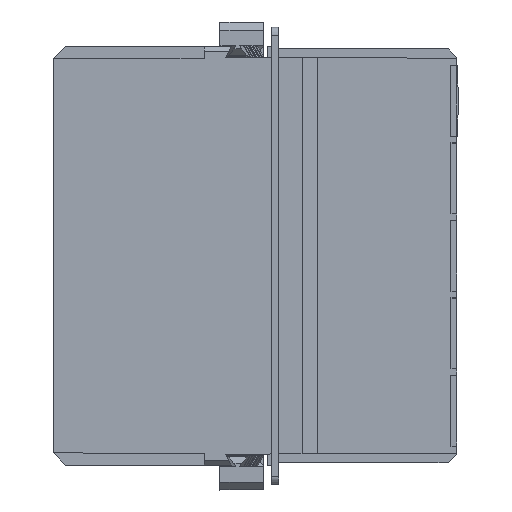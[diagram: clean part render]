
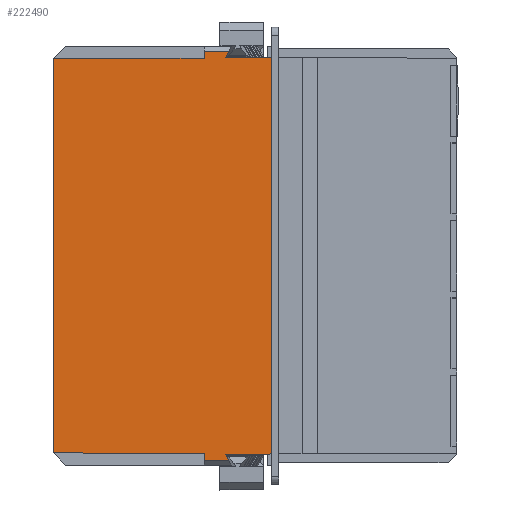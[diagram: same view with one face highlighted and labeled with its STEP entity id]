
A CAD part, front view. The second image highlights one B-rep face of the part: STEP entity #222490.
In plain terms, the highlighted face is planar.
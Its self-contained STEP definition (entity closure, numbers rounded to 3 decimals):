
#84350=CARTESIAN_POINT('',(71.327,9.742,
-105.1));
#84360=VERTEX_POINT('',#84350);
#84410=CARTESIAN_POINT('',(-13.899,10.454,
-105.398));
#84420=DIRECTION('',(-1.,0.008,
-0.003));
#84430=VECTOR('',#84420,1.);
#84440=LINE('',#84410,#84430);
#84450=CARTESIAN_POINT('',(32.528,10.066,
-105.235));
#84460=VERTEX_POINT('',#84450);
#84470=EDGE_CURVE('',#84360,#84460,#84440,.T.);
#85310=CARTESIAN_POINT('',(26.02,10.12,
-107.05));
#85320=VERTEX_POINT('',#85310);
#85350=CARTESIAN_POINT('',(87.206,9.61,
-3.2));
#85360=DIRECTION('',(0.508,-0.004,
0.862));
#85370=VECTOR('',#85360,1.);
#85380=LINE('',#85350,#85370);
#85390=CARTESIAN_POINT('',(26.989,10.112,
-105.404));
#85400=VERTEX_POINT('',#85390);
#85410=EDGE_CURVE('',#85320,#85400,#85380,.T.);
#85690=CARTESIAN_POINT('',(32.528,10.066,
-107.05));
#85700=VERTEX_POINT('',#85690);
#85760=CARTESIAN_POINT('',(32.528,10.066,
-3.2));
#85770=DIRECTION('',(0.,0.,1.));
#85780=VECTOR('',#85770,1.);
#85790=LINE('',#85760,#85780);
#85800=EDGE_CURVE('',#85700,#84460,#85790,.T.);
#85980=CARTESIAN_POINT('',(28.92,10.096,
-107.05));
#85990=DIRECTION('',(-1.,0.008,
0.));
#86000=VECTOR('',#85990,1.);
#86010=LINE('',#85980,#86000);
#86020=EDGE_CURVE('',#85700,#85320,#86010,.T.);
#92280=CARTESIAN_POINT('',(-13.899,10.454,
-105.333));
#92290=DIRECTION('',(-1.,0.008,
0.002));
#92300=VECTOR('',#92290,1.);
#92310=LINE('',#92280,#92300);
#92320=CARTESIAN_POINT('',(15.228,10.211,
-105.384));
#92330=VERTEX_POINT('',#92320);
#92340=EDGE_CURVE('',#85400,#92330,#92310,.T.);
#164360=CARTESIAN_POINT('',(71.327,9.742,
-3.35));
#164370=VERTEX_POINT('',#164360);
#164400=CARTESIAN_POINT('',(71.327,9.742,
-4.75));
#164410=DIRECTION('',(0.,0.,1.));
#164420=VECTOR('',#164410,1.);
#164430=LINE('',#164400,#164420);
#164440=EDGE_CURVE('',#84360,#164370,#164430,.T.);
#173230=CARTESIAN_POINT('',(15.228,10.211,
-3.2));
#173240=DIRECTION('',(0.,0.,-1.));
#173250=VECTOR('',#173240,1.);
#173260=LINE('',#173230,#173250);
#173270=CARTESIAN_POINT('',(15.228,10.211,
-3.066));
#173280=VERTEX_POINT('',#173270);
#173290=EDGE_CURVE('',#173280,#92330,#173260,.T.);
#215730=CARTESIAN_POINT('',(-13.899,10.454,
-3.117));
#215740=DIRECTION('',(-1.,0.008,
-0.002));
#215750=VECTOR('',#215740,1.);
#215760=LINE('',#215730,#215750);
#215770=CARTESIAN_POINT('',(26.989,10.112,
-3.046));
#215780=VERTEX_POINT('',#215770);
#215790=EDGE_CURVE('',#215780,#173280,#215760,.T.);
#221600=CARTESIAN_POINT('',(32.528,10.066,
-3.215));
#221610=VERTEX_POINT('',#221600);
#221640=CARTESIAN_POINT('',(-13.899,10.454,
-3.052));
#221650=DIRECTION('',(-1.,0.008,
0.003));
#221660=VECTOR('',#221650,1.);
#221670=LINE('',#221640,#221660);
#221680=EDGE_CURVE('',#164370,#221610,#221670,.T.);
#222110=CARTESIAN_POINT('',(71.327,9.742,
-23.2));
#222120=DIRECTION('',(0.008,1.,
0.));
#222130=DIRECTION('',(1.,-0.008,
0.));
#222140=AXIS2_PLACEMENT_3D('',#222110,#222120,#222130);
#222150=PLANE('',#222140);
#222160=ORIENTED_EDGE('',*,*,#173290,.F.);
#222170=ORIENTED_EDGE('',*,*,#92340,.T.);
#222180=ORIENTED_EDGE('',*,*,#85410,.T.);
#222190=ORIENTED_EDGE('',*,*,#86020,.T.);
#222200=ORIENTED_EDGE('',*,*,#85800,.F.);
#222210=ORIENTED_EDGE('',*,*,#84470,.T.);
#222220=ORIENTED_EDGE('',*,*,#164440,.F.);
#222230=ORIENTED_EDGE('',*,*,#221680,.F.);
#222240=CARTESIAN_POINT('',(32.528,10.066,
-23.2));
#222250=DIRECTION('',(0.,0.,-1.));
#222260=VECTOR('',#222250,1.);
#222270=LINE('',#222240,#222260);
#222280=CARTESIAN_POINT('',(32.528,10.066,
-1.4));
#222290=VERTEX_POINT('',#222280);
#222300=EDGE_CURVE('',#222290,#221610,#222270,.T.);
#222310=ORIENTED_EDGE('',*,*,#222300,.T.);
#222320=CARTESIAN_POINT('',(28.92,10.096,
-1.4));
#222330=DIRECTION('',(-1.,0.008,
0.));
#222340=VECTOR('',#222330,1.);
#222350=LINE('',#222320,#222340);
#222360=CARTESIAN_POINT('',(26.02,10.12,
-1.4));
#222370=VERTEX_POINT('',#222360);
#222380=EDGE_CURVE('',#222290,#222370,#222350,.T.);
#222390=ORIENTED_EDGE('',*,*,#222380,.F.);
#222400=CARTESIAN_POINT('',(38.864,10.013,
-23.2));
#222410=DIRECTION('',(0.508,-0.004,
-0.862));
#222420=VECTOR('',#222410,1.);
#222430=LINE('',#222400,#222420);
#222440=EDGE_CURVE('',#222370,#215780,#222430,.T.);
#222450=ORIENTED_EDGE('',*,*,#222440,.F.);
#222460=ORIENTED_EDGE('',*,*,#215790,.F.);
#222470=EDGE_LOOP('',(#222460,#222450,#222390,#222310,#222230,#222220,
#222210,#222200,#222190,#222180,#222170,#222160));
#222480=FACE_OUTER_BOUND('',#222470,.T.);
#222490=ADVANCED_FACE('',(#222480),#222150,.T.);
